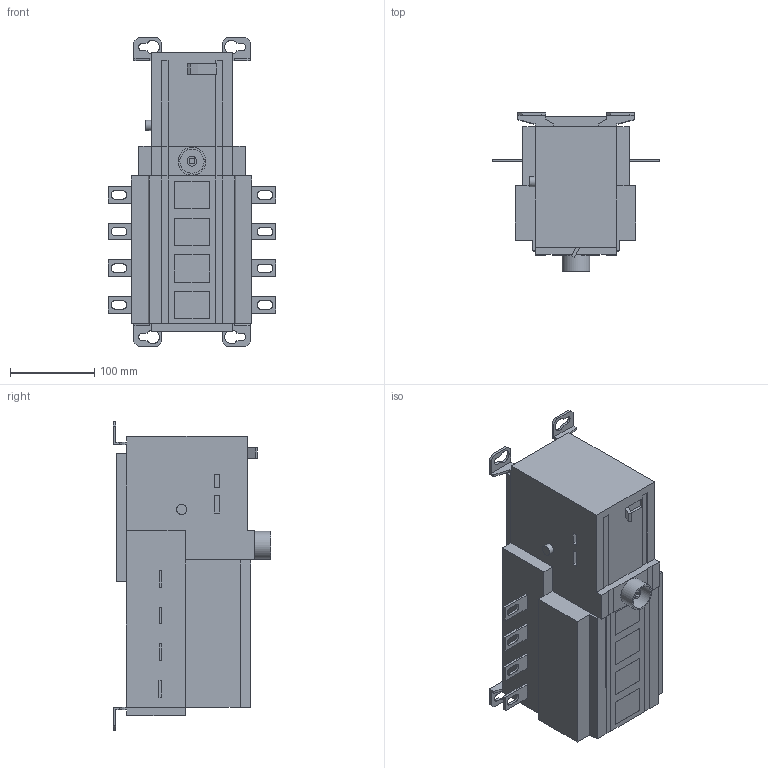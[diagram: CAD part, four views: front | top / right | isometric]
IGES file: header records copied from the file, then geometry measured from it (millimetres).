
Global section: file name: OSM200D4.igs; preprocessor: I-DEAS 3D IGES Translator 11; date: 20090112.101744; units: millimetre
Bounding box: 199.05 x 187.36 x 366 mm (x, y, z)
Volume: 5800360.8 mm3; surface area: 252259.5 mm2
Topology: 1 solids, 1 shells, 261 faces, 759 edges, 559 vertices
Faces by surface type: bspline 261
